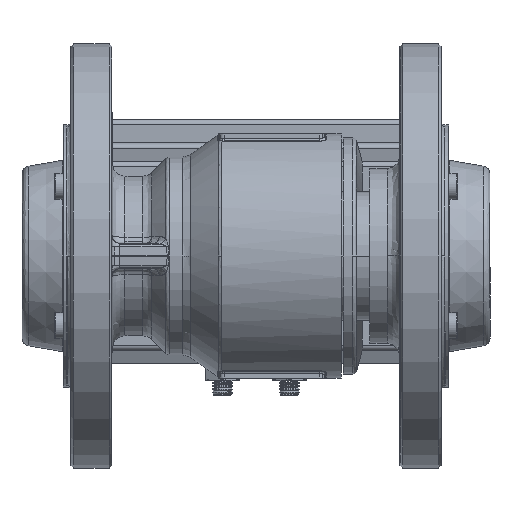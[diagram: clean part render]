
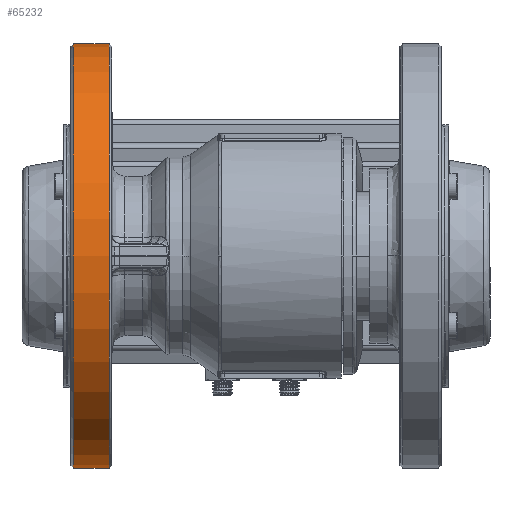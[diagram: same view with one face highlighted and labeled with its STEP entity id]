
A CAD part, front view. The second image highlights one B-rep face of the part: STEP entity #65232.
In plain terms, the highlighted cylindrical face has radius 82.5 mm (diameter 165 mm), a partial arc.
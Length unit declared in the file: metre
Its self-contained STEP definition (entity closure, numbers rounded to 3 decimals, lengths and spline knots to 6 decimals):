
#2368 = DIRECTION ( 'NONE',  ( -1., 0., 0. ) ) ;
#3751 = CARTESIAN_POINT ( 'NONE',  ( -0.171406, -0.01925, 0.222715 ) ) ;
#11487 = AXIS2_PLACEMENT_3D ( 'NONE', #73151, #37760, #24918 ) ;
#11615 = VERTEX_POINT ( 'NONE', #3751 ) ;
#12753 = CARTESIAN_POINT ( 'NONE',  ( -0.185406, -0.01925, 0.057715 ) ) ;
#13785 = FACE_OUTER_BOUND ( 'NONE', #29229, .T. ) ;
#16801 = ORIENTED_EDGE ( 'NONE', *, *, #22877, .T. ) ;
#20953 = CARTESIAN_POINT ( 'NONE',  ( -0.171406, -0.01925, 0.140215 ) ) ;
#21674 = VERTEX_POINT ( 'NONE', #62054 ) ;
#22738 = EDGE_CURVE ( 'NONE', #79406, #69118, #49537, .T. ) ;
#22877 = EDGE_CURVE ( 'NONE', #21674, #11615, #39366, .T. ) ;
#23909 = ORIENTED_EDGE ( 'NONE', *, *, #24625, .T. ) ;
#24625 = EDGE_CURVE ( 'NONE', #11615, #79406, #33680, .T. ) ;
#24918 = DIRECTION ( 'NONE',  ( 0., 0., 1. ) ) ;
#24959 = DIRECTION ( 'NONE',  ( 1., 0., 0. ) ) ;
#25128 = AXIS2_PLACEMENT_3D ( 'NONE', #62350, #24959, #25346 ) ;
#25346 = DIRECTION ( 'NONE',  ( 0., 0., 1. ) ) ;
#26205 = CYLINDRICAL_SURFACE ( 'NONE', #11487, 0.0825 ) ;
#27765 = AXIS2_PLACEMENT_3D ( 'NONE', #20953, #77151, #38998 ) ;
#29229 = EDGE_LOOP ( 'NONE', ( #23909, #67560, #56376, #16801 ) ) ;
#33680 = LINE ( 'NONE', #63079, #48844 ) ;
#37760 = DIRECTION ( 'NONE',  ( -1., 0., 0. ) ) ;
#38380 = DIRECTION ( 'NONE',  ( 1., 0., 0. ) ) ;
#38998 = DIRECTION ( 'NONE',  ( 0., 0., 1. ) ) ;
#39179 = LINE ( 'NONE', #56504, #42181 ) ;
#39366 = CIRCLE ( 'NONE', #27765, 0.0825 ) ;
#42181 = VECTOR ( 'NONE', #38380, 1. ) ;
#48844 = VECTOR ( 'NONE', #2368, 1. ) ;
#49537 = CIRCLE ( 'NONE', #25128, 0.0825 ) ;
#56376 = ORIENTED_EDGE ( 'NONE', *, *, #65002, .T. ) ;
#56504 = CARTESIAN_POINT ( 'NONE',  ( -0.178406, -0.01925, 0.057715 ) ) ;
#62054 = CARTESIAN_POINT ( 'NONE',  ( -0.171406, -0.01925, 0.057715 ) ) ;
#62350 = CARTESIAN_POINT ( 'NONE',  ( -0.185406, -0.01925, 0.140215 ) ) ;
#63079 = CARTESIAN_POINT ( 'NONE',  ( -0.178406, -0.01925, 0.222715 ) ) ;
#65002 = EDGE_CURVE ( 'NONE', #69118, #21674, #39179, .T. ) ;
#65232 = ADVANCED_FACE ( 'NONE', ( #13785 ), #26205, .T. ) ;
#67560 = ORIENTED_EDGE ( 'NONE', *, *, #22738, .T. ) ;
#69118 = VERTEX_POINT ( 'NONE', #12753 ) ;
#73151 = CARTESIAN_POINT ( 'NONE',  ( -0.178406, -0.01925, 0.140215 ) ) ;
#77151 = DIRECTION ( 'NONE',  ( -1., 0., 0. ) ) ;
#78426 = CARTESIAN_POINT ( 'NONE',  ( -0.185406, -0.01925, 0.222715 ) ) ;
#79406 = VERTEX_POINT ( 'NONE', #78426 ) ;
